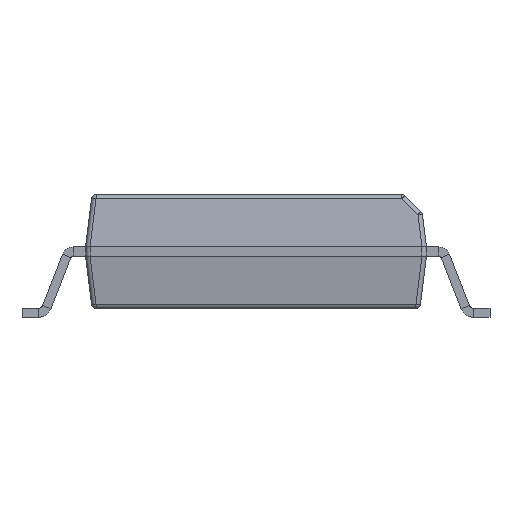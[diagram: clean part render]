
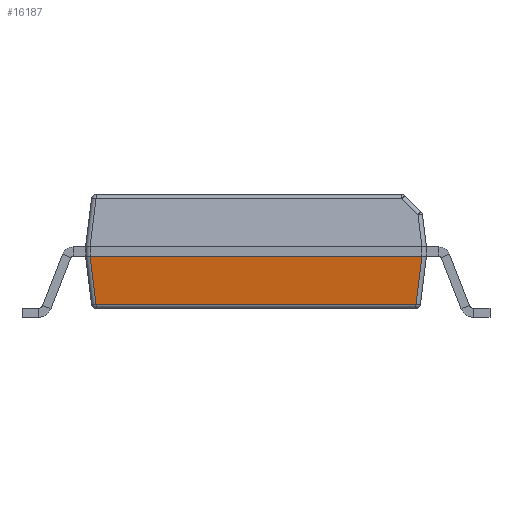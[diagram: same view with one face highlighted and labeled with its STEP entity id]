
A CAD part, left-side view. The second image highlights one B-rep face of the part: STEP entity #16187.
In plain terms, the highlighted planar face has unit normal (-0.993, 0, -0.122).
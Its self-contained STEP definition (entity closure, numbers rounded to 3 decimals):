
#449 = EDGE_CURVE ( 'NONE', #30316, #4904, #19371, .T. ) ;
#485 = EDGE_CURVE ( 'NONE', #30316, #19604, #35614, .T. ) ;
#846 = CARTESIAN_POINT ( 'NONE',  ( -5.15, 3.65, 1.15 ) ) ;
#1917 = PLANE ( 'NONE',  #11491 ) ;
#2384 = CARTESIAN_POINT ( 'NONE',  ( -5.15, 3.651, 1.15 ) ) ;
#3425 = LINE ( 'NONE', #17676, #35627 ) ;
#3899 = CARTESIAN_POINT ( 'NONE',  ( -5.15, 3.65, 1.15 ) ) ;
#4904 = VERTEX_POINT ( 'NONE', #2384 ) ;
#5018 = ORIENTED_EDGE ( 'NONE', *, *, #24084, .T. ) ;
#5049 = ORIENTED_EDGE ( 'NONE', *, *, #449, .T. ) ;
#5245 = CARTESIAN_POINT ( 'NONE',  ( -5.15, -3.65, 1.15 ) ) ;
#5257 = EDGE_CURVE ( 'NONE', #18629, #31111, #29893, .T. ) ;
#7340 = VERTEX_POINT ( 'NONE', #17604 ) ;
#7730 = CARTESIAN_POINT ( 'NONE',  ( -5.15, -3.75, 1.15 ) ) ;
#9639 = LINE ( 'NONE', #33162, #17292 ) ;
#9926 = DIRECTION ( 'NONE',  ( 0., 1., 0. ) ) ;
#11491 = AXIS2_PLACEMENT_3D ( 'NONE', #19212, #27151, #9926 ) ;
#12364 = ORIENTED_EDGE ( 'NONE', *, *, #25572, .T. ) ;
#14345 = CARTESIAN_POINT ( 'NONE',  ( -5.15, -3.651, 1.15 ) ) ;
#14901 = CARTESIAN_POINT ( 'NONE',  ( -5.15, 3.65, 1.15 ) ) ;
#14996 = DIRECTION ( 'NONE',  ( 0., -1., 0. ) ) ;
#16187 = ADVANCED_FACE ( 'NONE', ( #30441 ), #1917, .T. ) ;
#16762 = ORIENTED_EDGE ( 'NONE', *, *, #5257, .T. ) ;
#16998 = CARTESIAN_POINT ( 'NONE',  ( -5.15, -3.65, 1.15 ) ) ;
#17275 = VECTOR ( 'NONE', #21891, 1000. ) ;
#17292 = VECTOR ( 'NONE', #21144, 1000. ) ;
#17604 = CARTESIAN_POINT ( 'NONE',  ( -5.02, 3.52, 0.088 ) ) ;
#17676 = CARTESIAN_POINT ( 'NONE',  ( -5.02, -3.75, 0.088 ) ) ;
#18629 = VERTEX_POINT ( 'NONE', #30474 ) ;
#19212 = CARTESIAN_POINT ( 'NONE',  ( -5.15, -3.75, 1.15 ) ) ;
#19371 =( BOUNDED_CURVE ( )  B_SPLINE_CURVE ( 3, ( #3899, #32946, #846, #20964 ),
 .UNSPECIFIED., .F., .T. ) 
 B_SPLINE_CURVE_WITH_KNOTS ( ( 4, 4 ),
 ( 3.142, 3.149 ),
 .UNSPECIFIED. ) 
 CURVE ( )  GEOMETRIC_REPRESENTATION_ITEM ( )  RATIONAL_B_SPLINE_CURVE ( ( 1., 1., 1., 1. ) ) 
 REPRESENTATION_ITEM ( '' )  );
#19604 = VERTEX_POINT ( 'NONE', #33982 ) ;
#20964 = CARTESIAN_POINT ( 'NONE',  ( -5.15, 3.651, 1.15 ) ) ;
#21144 = DIRECTION ( 'NONE',  ( 0.121, -0.121, -0.985 ) ) ;
#21891 = DIRECTION ( 'NONE',  ( 0., -1., 0. ) ) ;
#23724 = CARTESIAN_POINT ( 'NONE',  ( -5.151, -3.652, 1.162 ) ) ;
#24084 = EDGE_CURVE ( 'NONE', #31111, #19604, #35089, .T. ) ;
#24107 = DIRECTION ( 'NONE',  ( -0.121, -0.121, 0.985 ) ) ;
#25572 = EDGE_CURVE ( 'NONE', #7340, #18629, #3425, .T. ) ;
#27151 = DIRECTION ( 'NONE',  ( -0.993, 0., -0.122 ) ) ;
#29728 = VECTOR ( 'NONE', #24107, 1000. ) ;
#29893 = LINE ( 'NONE', #23724, #29728 ) ;
#30316 = VERTEX_POINT ( 'NONE', #14901 ) ;
#30441 = FACE_OUTER_BOUND ( 'NONE', #35155, .T. ) ;
#30474 = CARTESIAN_POINT ( 'NONE',  ( -5.02, -3.52, 0.088 ) ) ;
#30995 = ORIENTED_EDGE ( 'NONE', *, *, #485, .F. ) ;
#31111 = VERTEX_POINT ( 'NONE', #33318 ) ;
#31285 = CARTESIAN_POINT ( 'NONE',  ( -5.15, -3.65, 1.15 ) ) ;
#32915 = ORIENTED_EDGE ( 'NONE', *, *, #33411, .T. ) ;
#32946 = CARTESIAN_POINT ( 'NONE',  ( -5.15, 3.65, 1.15 ) ) ;
#33162 = CARTESIAN_POINT ( 'NONE',  ( -5.042, 3.542, 0.268 ) ) ;
#33318 = CARTESIAN_POINT ( 'NONE',  ( -5.15, -3.651, 1.15 ) ) ;
#33411 = EDGE_CURVE ( 'NONE', #4904, #7340, #9639, .T. ) ;
#33982 = CARTESIAN_POINT ( 'NONE',  ( -5.15, -3.65, 1.15 ) ) ;
#35089 =( BOUNDED_CURVE ( )  B_SPLINE_CURVE ( 3, ( #14345, #16998, #31285, #5245 ),
 .UNSPECIFIED., .F., .T. ) 
 B_SPLINE_CURVE_WITH_KNOTS ( ( 4, 4 ),
 ( 3.134, 3.142 ),
 .UNSPECIFIED. ) 
 CURVE ( )  GEOMETRIC_REPRESENTATION_ITEM ( )  RATIONAL_B_SPLINE_CURVE ( ( 1., 1., 1., 1. ) ) 
 REPRESENTATION_ITEM ( '' )  );
#35155 = EDGE_LOOP ( 'NONE', ( #30995, #5049, #32915, #12364, #16762, #5018 ) ) ;
#35614 = LINE ( 'NONE', #7730, #17275 ) ;
#35627 = VECTOR ( 'NONE', #14996, 1000. ) ;
